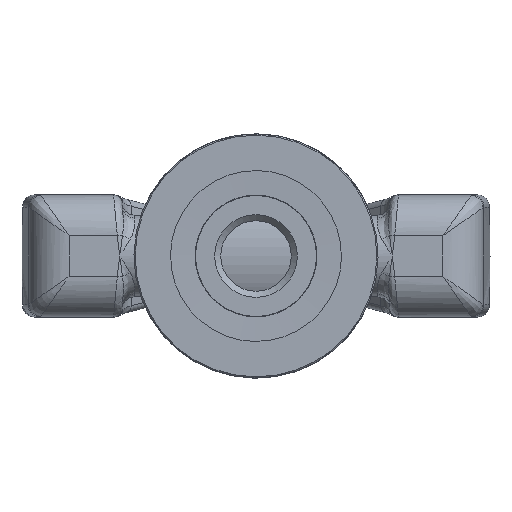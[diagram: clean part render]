
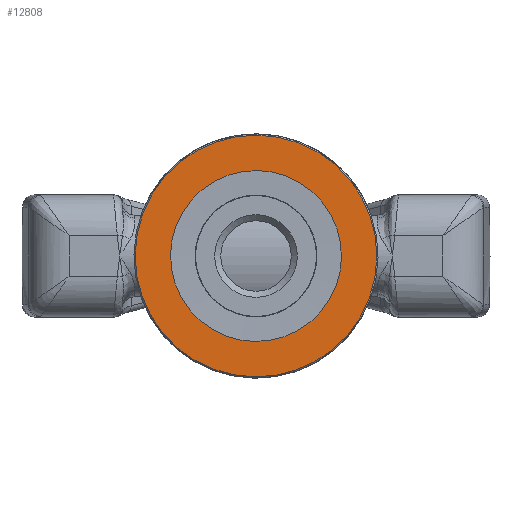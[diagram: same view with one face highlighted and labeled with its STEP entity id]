
A CAD part, front view. The second image highlights one B-rep face of the part: STEP entity #12808.
In plain terms, the highlighted face is planar.
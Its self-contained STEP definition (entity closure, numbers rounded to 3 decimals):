
#130=FACE_BOUND('',#3833,.T.);
#2401=PLANE('',#13757);
#3033=FACE_OUTER_BOUND('',#3832,.T.);
#3832=EDGE_LOOP('',(#10921));
#3833=EDGE_LOOP('',(#10922));
#4347=CIRCLE('',#13754,29.7);
#4349=CIRCLE('',#13758,21.);
#5973=VERTEX_POINT('',#39864);
#5975=VERTEX_POINT('',#39870);
#7705=EDGE_CURVE('',#5973,#5973,#4347,.T.);
#7707=EDGE_CURVE('',#5975,#5975,#4349,.T.);
#10921=ORIENTED_EDGE('',*,*,#7705,.F.);
#10922=ORIENTED_EDGE('',*,*,#7707,.F.);
#12808=ADVANCED_FACE('',(#3033,#130),#2401,.F.);
#13754=AXIS2_PLACEMENT_3D('',#39865,#15764,#15765);
#13757=AXIS2_PLACEMENT_3D('',#39869,#15770,#15771);
#13758=AXIS2_PLACEMENT_3D('',#39871,#15772,#15773);
#15764=DIRECTION('center_axis',(0.,0.,1.));
#15765=DIRECTION('ref_axis',(-1.,0.,0.));
#15770=DIRECTION('center_axis',(0.,0.,1.));
#15771=DIRECTION('ref_axis',(1.,0.,0.));
#15772=DIRECTION('center_axis',(0.,0.,-1.));
#15773=DIRECTION('ref_axis',(-1.,0.,0.));
#39864=CARTESIAN_POINT('',(29.7,0.,0.));
#39865=CARTESIAN_POINT('Origin',(0.,0.,0.));
#39869=CARTESIAN_POINT('Origin',(0.,0.,0.));
#39870=CARTESIAN_POINT('',(21.,0.,0.));
#39871=CARTESIAN_POINT('Origin',(0.,0.,0.));
